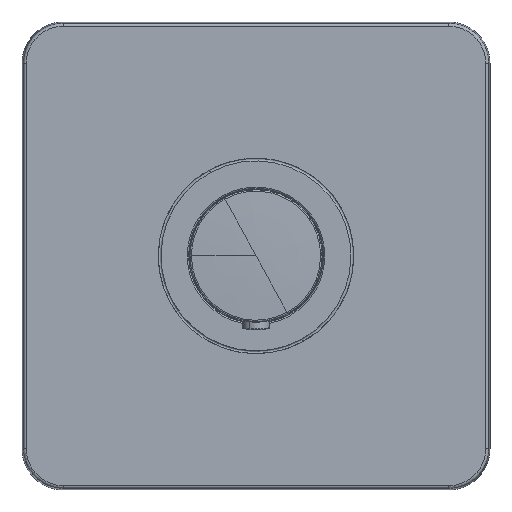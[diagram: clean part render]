
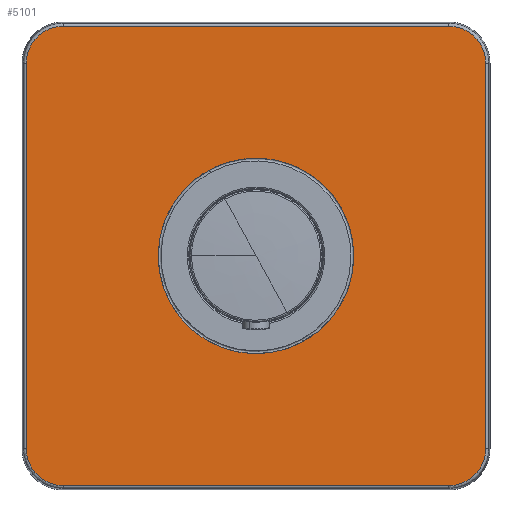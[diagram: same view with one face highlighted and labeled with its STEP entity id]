
A CAD part, top view. The second image highlights one B-rep face of the part: STEP entity #5101.
In plain terms, the highlighted face is planar.
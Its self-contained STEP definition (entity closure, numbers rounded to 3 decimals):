
#4286=CARTESIAN_POINT(' ',(22.,17.02,-31.154));
#4287=VERTEX_POINT(' ',#4286);
#4331=CARTESIAN_POINT(' ',(22.,-17.02,31.154));
#4332=VERTEX_POINT(' ',#4331);
#4346=CARTESIAN_POINT(' ',(22.,0.,0.));
#4351=DIRECTION(' ',(1.,0.,0.));
#4356=DIRECTION(' ',(0.,-0.479,0.878));
#4361=AXIS2_PLACEMENT_3D(' ',#4346,#4351,#4356);
#4366=CIRCLE('',#4361,35.5);
#4371=EDGE_CURVE(' ',#4332,#4287,#4366,.T.);
#4696=CARTESIAN_POINT(' ',(22.,0.,0.));
#4701=DIRECTION(' ',(1.,0.,0.));
#4706=DIRECTION(' ',(0.,0.479,-0.878));
#4711=AXIS2_PLACEMENT_3D(' ',#4696,#4701,#4706);
#4716=CIRCLE('',#4711,35.5);
#4721=EDGE_CURVE(' ',#4287,#4332,#4716,.T.);
#4746=DIRECTION(' ',(1.,0.,0.));
#4751=CARTESIAN_POINT(' ',(22.,-83.45,-83.45));
#4756=DIRECTION(' ',(0.,1.,0.));
#4761=AXIS2_PLACEMENT_3D(' ',#4751,#4746,#4756);
#4766=PLANE('',#4761);
#4771=CARTESIAN_POINT(' ',(22.,83.45,-70.));
#4776=DIRECTION(' ',(0.,0.,1.));
#4781=VECTOR(' ',#4776,1.);
#4786=LINE('',#4771,#4781);
#4791=CARTESIAN_POINT(' ',(22.,83.45,-70.));
#4792=VERTEX_POINT(' ',#4791);
#4796=CARTESIAN_POINT(' ',(22.,83.45,70.));
#4797=VERTEX_POINT(' ',#4796);
#4801=EDGE_CURVE(' ',#4792,#4797,#4786,.T.);
#4806=ORIENTED_EDGE(' ',*,*,#4801,.T.);
#4811=CARTESIAN_POINT(' ',(22.,69.999,69.999));
#4816=DIRECTION(' ',(1.,0.,0.));
#4821=DIRECTION(' ',(0.,1.,0.));
#4826=AXIS2_PLACEMENT_3D(' ',#4811,#4816,#4821);
#4831=CIRCLE('',#4826,13.451);
#4836=CARTESIAN_POINT(' ',(22.,70.,83.45));
#4837=VERTEX_POINT(' ',#4836);
#4841=EDGE_CURVE(' ',#4797,#4837,#4831,.T.);
#4846=ORIENTED_EDGE(' ',*,*,#4841,.T.);
#4851=CARTESIAN_POINT(' ',(22.,70.,83.45));
#4856=DIRECTION(' ',(0.,-1.,0.));
#4861=VECTOR(' ',#4856,1.);
#4866=LINE('',#4851,#4861);
#4871=CARTESIAN_POINT(' ',(22.,-70.,83.45));
#4872=VERTEX_POINT(' ',#4871);
#4876=EDGE_CURVE(' ',#4837,#4872,#4866,.T.);
#4881=ORIENTED_EDGE(' ',*,*,#4876,.T.);
#4886=CARTESIAN_POINT(' ',(22.,-69.999,69.999));
#4891=DIRECTION(' ',(1.,-0.,0.));
#4896=DIRECTION(' ',(0.,0.,1.));
#4901=AXIS2_PLACEMENT_3D(' ',#4886,#4891,#4896);
#4906=CIRCLE('',#4901,13.451);
#4911=CARTESIAN_POINT(' ',(22.,-83.45,70.));
#4912=VERTEX_POINT(' ',#4911);
#4916=EDGE_CURVE(' ',#4872,#4912,#4906,.T.);
#4921=ORIENTED_EDGE(' ',*,*,#4916,.T.);
#4926=CARTESIAN_POINT(' ',(22.,-83.45,70.));
#4931=DIRECTION(' ',(0.,0.,-1.));
#4936=VECTOR(' ',#4931,1.);
#4941=LINE('',#4926,#4936);
#4946=CARTESIAN_POINT(' ',(22.,-83.45,-70.));
#4947=VERTEX_POINT(' ',#4946);
#4951=EDGE_CURVE(' ',#4912,#4947,#4941,.T.);
#4956=ORIENTED_EDGE(' ',*,*,#4951,.T.);
#4961=CARTESIAN_POINT(' ',(22.,-69.999,-69.999));
#4966=DIRECTION(' ',(1.,-0.,-0.));
#4971=DIRECTION(' ',(0.,-1.,0.));
#4976=AXIS2_PLACEMENT_3D(' ',#4961,#4966,#4971);
#4981=CIRCLE('',#4976,13.451);
#4986=CARTESIAN_POINT(' ',(22.,-70.,-83.45));
#4987=VERTEX_POINT(' ',#4986);
#4991=EDGE_CURVE(' ',#4947,#4987,#4981,.T.);
#4996=ORIENTED_EDGE(' ',*,*,#4991,.T.);
#5001=CARTESIAN_POINT(' ',(22.,-70.,-83.45));
#5006=DIRECTION(' ',(0.,1.,0.));
#5011=VECTOR(' ',#5006,1.);
#5016=LINE('',#5001,#5011);
#5021=CARTESIAN_POINT(' ',(22.,70.,-83.45));
#5022=VERTEX_POINT(' ',#5021);
#5026=EDGE_CURVE(' ',#4987,#5022,#5016,.T.);
#5031=ORIENTED_EDGE(' ',*,*,#5026,.T.);
#5036=CARTESIAN_POINT(' ',(22.,69.999,-69.999));
#5041=DIRECTION(' ',(1.,0.,-0.));
#5046=DIRECTION(' ',(0.,0.,-1.));
#5051=AXIS2_PLACEMENT_3D(' ',#5036,#5041,#5046);
#5056=CIRCLE('',#5051,13.451);
#5061=EDGE_CURVE(' ',#5022,#4792,#5056,.T.);
#5066=ORIENTED_EDGE(' ',*,*,#5061,.T.);
#5071=EDGE_LOOP(' ',(#4806,#4846,#4881,#4921,#4956,#4996,#5031,#5066));
#5076=FACE_OUTER_BOUND(' ',#5071,.T.);
#5081=ORIENTED_EDGE(' ',*,*,#4721,.F.);
#5086=ORIENTED_EDGE(' ',*,*,#4371,.F.);
#5091=EDGE_LOOP(' ',(#5081,#5086));
#5096=FACE_BOUND(' ',#5091,.T.);
#5101=ADVANCED_FACE('',(#5076,#5096),#4766,.T.);
